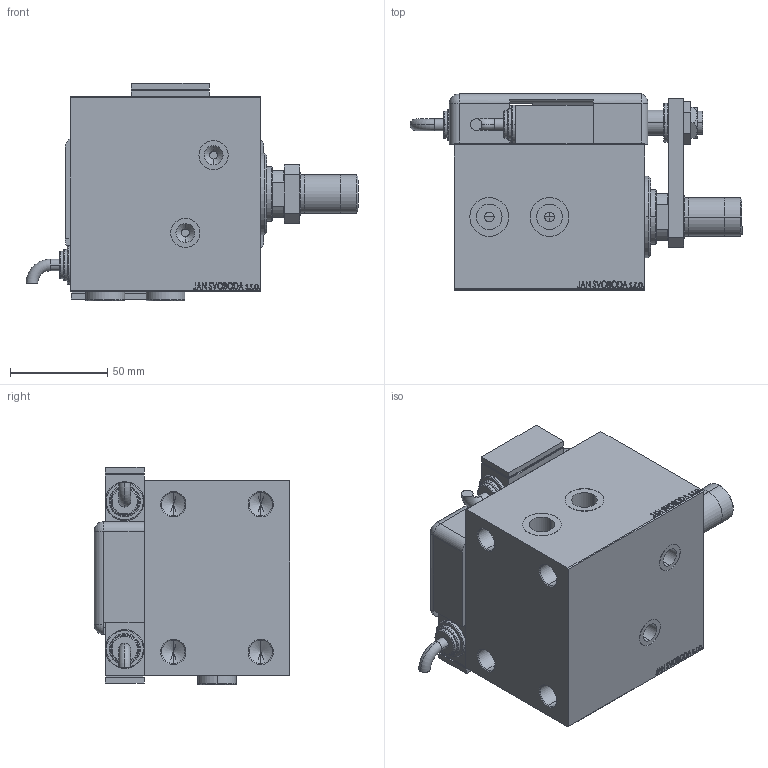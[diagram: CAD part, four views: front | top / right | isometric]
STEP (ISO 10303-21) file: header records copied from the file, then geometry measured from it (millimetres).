
FILE_DESCRIPTION (( 'STEP AP203' ), '1' );
FILE_NAME ('a347.STEP', '2023-01-16T16:31:36', ( '' ), ( '' ), 'SwSTEP 2.0', 'SolidWorks 2019', '' );
FILE_SCHEMA (( 'CONFIG_CONTROL_DESIGN' ));
Length unit declared in the file: millimetre
Products named in the file (15): TYC 2875e056620c9d9baeb7b0b65fa86696; KRYT 2875e056620c9d9baeb7b0b65fa86696; a347; NUT_D19 2875e056620c9d9baeb7b0b65fa86696; PLUG 2875e056620c9d9baeb7b0b65fa86696; MAGNETIC SWITCH Q 2875e056620c9d9baeb7b0b65fa86696; V450CP_B 2875e056620c9d9baeb7b0b65fa86696; ZARAZKA_Q 2875e056620c9d9baeb7b0b65fa86696; V450CP_VC_B 2875e056620c9d9baeb7b0b65fa86696; SWITCH Q 2875e056620c9d9baeb7b0b65fa86696; NUT_D13 2875e056620c9d9baeb7b0b65fa86696; V450CM_MALE_METRIC 2875e056620c9d9baeb7b0b65fa86696; V450CP_B_VCP 2875e056620c9d9baeb7b0b65fa86696; SWITCH DIM A_G 2875e056620c9d9baeb7b0b65fa86696; SWITCH_Q_FRONT_BACK 2875e056620c9d9baeb7b0b65fa86696
Assembly tree (17 placements, depth 3):
  a347
    V450CP_B 2875e056620c9d9baeb7b0b65fa86696
    V450CP_B_VCP 2875e056620c9d9baeb7b0b65fa86696
    V450CP_VC_B 2875e056620c9d9baeb7b0b65fa86696
    MAGNETIC SWITCH Q 2875e056620c9d9baeb7b0b65fa86696
      SWITCH_Q_FRONT_BACK 2875e056620c9d9baeb7b0b65fa86696
      TYC 2875e056620c9d9baeb7b0b65fa86696
      ZARAZKA_Q 2875e056620c9d9baeb7b0b65fa86696
      SWITCH DIM A_G 2875e056620c9d9baeb7b0b65fa86696
      NUT_D19 2875e056620c9d9baeb7b0b65fa86696
      NUT_D13 2875e056620c9d9baeb7b0b65fa86696
      KRYT 2875e056620c9d9baeb7b0b65fa86696
      SWITCH Q 2875e056620c9d9baeb7b0b65fa86696  x2
    V450CM_MALE_METRIC 2875e056620c9d9baeb7b0b65fa86696  x2
    PLUG 2875e056620c9d9baeb7b0b65fa86696  x2
Bounding box: 170.76 x 100.8 x 111.9 mm (x, y, z)
Volume: 864015 mm3; surface area: 166715.3 mm2
Topology: 17 solids, 17 shells, 1371 faces, 3430 edges, 2235 vertices
Faces by surface type: plane 655, bspline 471, cylinder 147, cone 66, torus 30, sphere 2
Entity records: 62543 total; most frequent: CARTESIAN_POINT 32733, ORIENTED_EDGE 6500, DIRECTION 4318, EDGE_CURVE 3250, VERTEX_POINT 2135, VECTOR 1926, LINE 1926, EDGE_LOOP 1477
